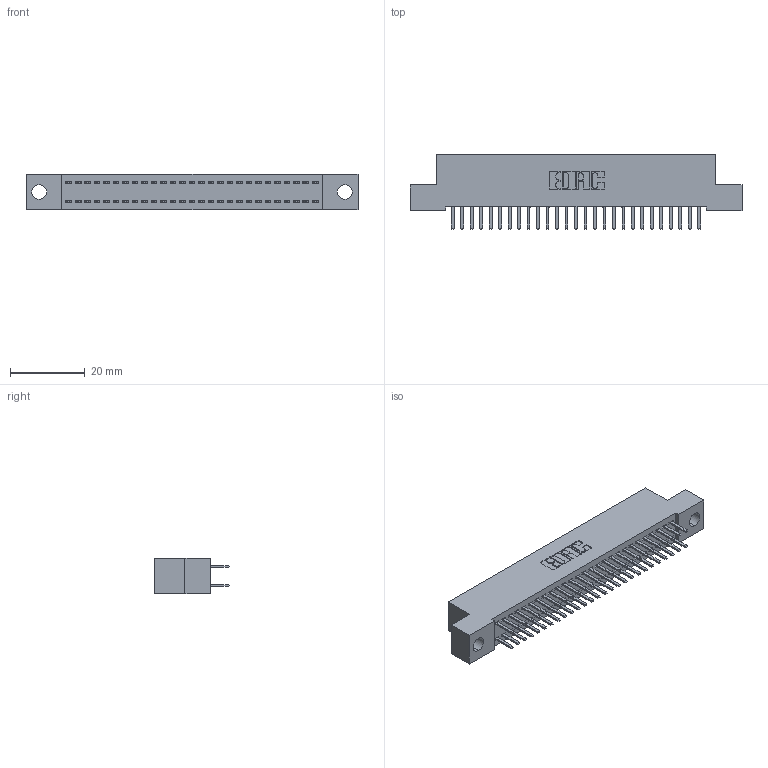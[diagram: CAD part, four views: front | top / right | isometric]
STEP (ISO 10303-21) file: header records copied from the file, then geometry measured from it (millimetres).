
FILE_DESCRIPTION (( 'STEP AP203' ), '1' );
FILE_NAME ('392-054-520-204.STEP', '2019-10-08T13:27:37', ( '' ), ( '' ), 'SwSTEP 2.0', 'SolidWorks 2016', '' );
FILE_SCHEMA (( 'CONFIG_CONTROL_DESIGN' ));
Length unit declared in the file: inch
Products named in the file (3): 342 Part_.156 TH; 345-292-001_345-293-120; 392-054-520-204
Assembly tree (55 placements, depth 2):
  392-054-520-204
    342 Part_.156 TH
    345-292-001_345-293-120  x54
Bounding box: 88.9 x 20.02 x 9.4 mm (x, y, z)
Volume: 7805.9 mm3; surface area: 12104.6 mm2
Topology: 55 solids, 55 shells, 3134 faces, 9101 edges, 5922 vertices
Faces by surface type: plane 2118, cylinder 1016
Entity records: 19295 total; most frequent: CARTESIAN_POINT 3226, ORIENTED_EDGE 3150, DIRECTION 2771, EDGE_CURVE 1575, LINE 1443, VECTOR 1443, VERTEX_POINT 1046, AXIS2_PLACEMENT_3D 664
